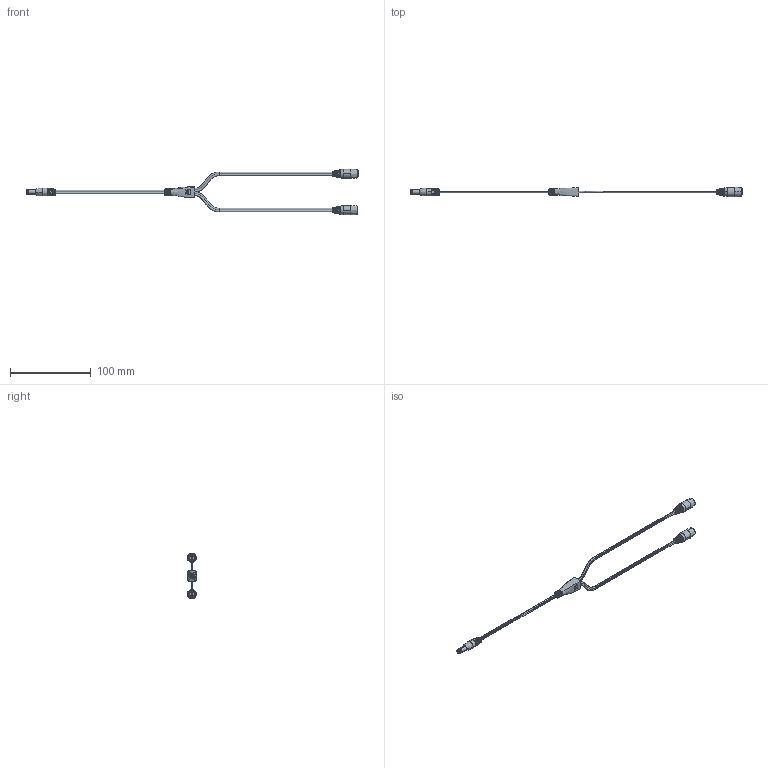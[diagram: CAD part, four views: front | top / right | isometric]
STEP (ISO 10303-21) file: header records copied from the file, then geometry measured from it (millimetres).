
FILE_DESCRIPTION (( 'STEP AP203' ), '1' );
FILE_NAME ('10-02740_revA.STEP', '2018-04-17T17:09:48', ( '' ), ( '' ), 'SwSTEP 2.0', 'SolidWorks 2015', '' );
FILE_SCHEMA (( 'CONFIG_CONTROL_DESIGN' ));
Length unit declared in the file: millimetre
Products named in the file (14): 50-00025 contact; 50-00025 shell; 24-00003; 50-00024 shell; 24-00004; 50-00024; 10-02740_revA; 50-00025 insulator; 50-00024 insulator; 30-00007_blunt cut; 50-00025 pin; 50-00024 contact; 24-00195_30-00007; 50-00025
Assembly tree (17 placements, depth 3):
  10-02740_revA
    30-00007_blunt cut  x3
    24-00195_30-00007
    24-00004  x2
    50-00025  x2
      50-00025 insulator
      50-00025 pin
      50-00025 shell
      50-00025 contact
    24-00003
    50-00024
      50-00024 contact
      50-00024 insulator
      50-00024 shell
Bounding box: 410.24 x 11.4 x 56.21 mm (x, y, z)
Volume: 13268.8 mm3; surface area: 54907.9 mm2
Topology: 290 solids, 290 shells, 2740 faces, 6262 edges, 4105 vertices
Faces by surface type: cylinder 1256, plane 917, bspline 399, torus 104, cone 64
Entity records: 49167 total; most frequent: CARTESIAN_POINT 18879, ORIENTED_EDGE 6120, DIRECTION 5581, EDGE_CURVE 3060, AXIS2_PLACEMENT_3D 2336, VERTEX_POINT 1997, EDGE_LOOP 1505, CIRCLE 1284
